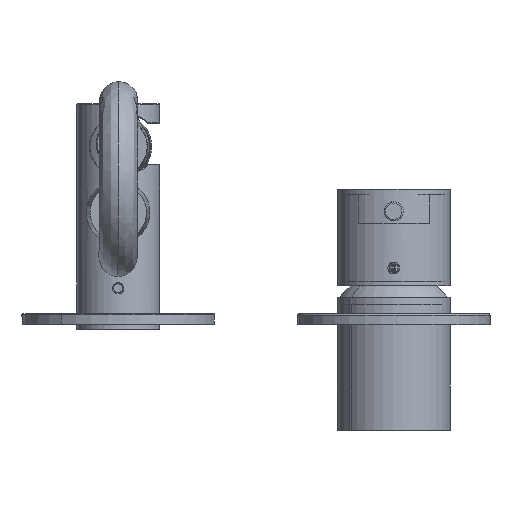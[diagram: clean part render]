
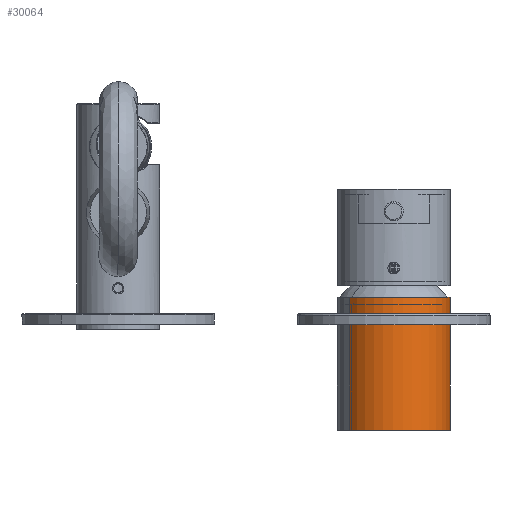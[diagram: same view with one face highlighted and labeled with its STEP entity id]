
A CAD part, front view. The second image highlights one B-rep face of the part: STEP entity #30064.
In plain terms, the highlighted cylindrical face has radius 20.5 mm (diameter 41 mm), a partial arc.
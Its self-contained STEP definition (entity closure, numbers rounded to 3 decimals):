
#54 = VERTEX_POINT ( 'NONE', #16782 ) ;
#1134 = LINE ( 'NONE', #20162, #43488 ) ;
#2435 = DIRECTION ( 'NONE',  ( 0., 1., 0. ) ) ;
#2633 = AXIS2_PLACEMENT_3D ( 'NONE', #58156, #39170, #49126 ) ;
#6336 = EDGE_CURVE ( 'NONE', #56756, #29347, #50136, .T. ) ;
#7193 = AXIS2_PLACEMENT_3D ( 'NONE', #42500, #2435, #28189 ) ;
#13373 = ORIENTED_EDGE ( 'NONE', *, *, #24640, .T. ) ;
#16782 = CARTESIAN_POINT ( 'NONE',  ( 0., -48.2, -20.5 ) ) ;
#16960 = ORIENTED_EDGE ( 'NONE', *, *, #60718, .F. ) ;
#17222 = CARTESIAN_POINT ( 'NONE',  ( 0., 0., 0. ) ) ;
#17834 = DIRECTION ( 'NONE',  ( 0., 1., 0. ) ) ;
#20162 = CARTESIAN_POINT ( 'NONE',  ( 0., -48.2, 20.5 ) ) ;
#20916 = EDGE_CURVE ( 'NONE', #54, #29347, #21581, .T. ) ;
#21581 = LINE ( 'NONE', #49884, #25739 ) ;
#24300 = AXIS2_PLACEMENT_3D ( 'NONE', #17222, #50548, #60165 ) ;
#24640 = EDGE_CURVE ( 'NONE', #28478, #54, #25510, .T. ) ;
#25510 = CIRCLE ( 'NONE', #2633, 20.5 ) ;
#25739 = VECTOR ( 'NONE', #17834, 1000. ) ;
#27290 = CARTESIAN_POINT ( 'NONE',  ( 0., 0., -20.5 ) ) ;
#28189 = DIRECTION ( 'NONE',  ( 0., 0., 1. ) ) ;
#28478 = VERTEX_POINT ( 'NONE', #50990 ) ;
#29347 = VERTEX_POINT ( 'NONE', #27290 ) ;
#30064 = ADVANCED_FACE ( 'NONE', ( #32250 ), #52156, .T. ) ;
#32250 = FACE_OUTER_BOUND ( 'NONE', #57003, .T. ) ;
#35721 = ORIENTED_EDGE ( 'NONE', *, *, #20916, .T. ) ;
#39170 = DIRECTION ( 'NONE',  ( 0., 1., 0. ) ) ;
#42500 = CARTESIAN_POINT ( 'NONE',  ( 0., -48.2, 0. ) ) ;
#43488 = VECTOR ( 'NONE', #58111, 1000. ) ;
#49126 = DIRECTION ( 'NONE',  ( 0., 0., 1. ) ) ;
#49884 = CARTESIAN_POINT ( 'NONE',  ( 0., -48.2, -20.5 ) ) ;
#50136 = CIRCLE ( 'NONE', #24300, 20.5 ) ;
#50548 = DIRECTION ( 'NONE',  ( 0., 1., 0. ) ) ;
#50990 = CARTESIAN_POINT ( 'NONE',  ( 0., -48.2, 20.5 ) ) ;
#52156 = CYLINDRICAL_SURFACE ( 'NONE', #7193, 20.5 ) ;
#52740 = CARTESIAN_POINT ( 'NONE',  ( 0., 0., 20.5 ) ) ;
#53979 = ORIENTED_EDGE ( 'NONE', *, *, #6336, .F. ) ;
#56756 = VERTEX_POINT ( 'NONE', #52740 ) ;
#57003 = EDGE_LOOP ( 'NONE', ( #13373, #35721, #53979, #16960 ) ) ;
#58111 = DIRECTION ( 'NONE',  ( 0., 1., 0. ) ) ;
#58156 = CARTESIAN_POINT ( 'NONE',  ( 0., -48.2, 0. ) ) ;
#60165 = DIRECTION ( 'NONE',  ( 0., 0., 1. ) ) ;
#60718 = EDGE_CURVE ( 'NONE', #28478, #56756, #1134, .T. ) ;
